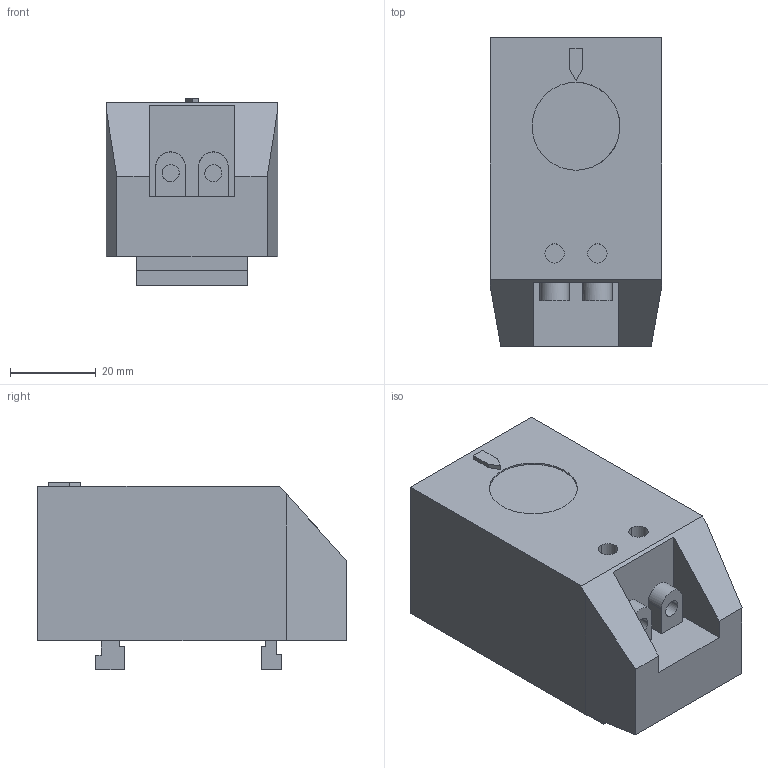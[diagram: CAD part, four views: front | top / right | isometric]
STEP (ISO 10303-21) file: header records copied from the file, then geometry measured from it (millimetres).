
FILE_DESCRIPTION(('CATIA V5R24 STEP','CAx-IF Rec.Pracs.--- Model Styling and Organization---1.2---2011-12-15'),'2;1');
FILE_NAME ('D1463246_0_2558240000_2558240000.stp','2018-02-06T08:40:57+00:00',('none'),('Weidmueller'),'CATIA Version 5-6 Release 2014 SP4 HF52','CATIA V5 STEP AP214','none');
FILE_SCHEMA(('AUTOMOTIVE_DESIGN { 1 0 10303 214 1 1 1 1 }'));
Length unit declared in the file: millimetre
Products named in the file (1): THSW Gehaeuse
Bounding box: 40 x 72 x 43.8 mm (x, y, z)
Volume: 95129.3 mm3; surface area: 15480.1 mm2
Topology: 1 solids, 1 shells, 60 faces, 150 edges, 100 vertices
Faces by surface type: plane 48, cylinder 12
Entity records: 1939 total; most frequent: CARTESIAN_POINT 450, ORIENTED_EDGE 300, DIRECTION 249, EDGE_CURVE 150, VECTOR 126, LINE 126, VERTEX_POINT 100, AXIS2_PLACEMENT_3D 71
